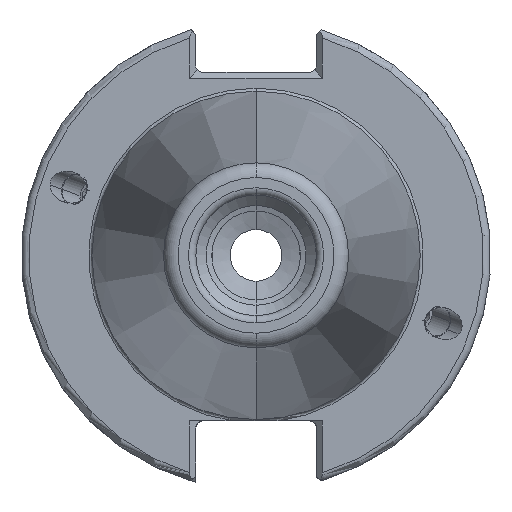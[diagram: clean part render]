
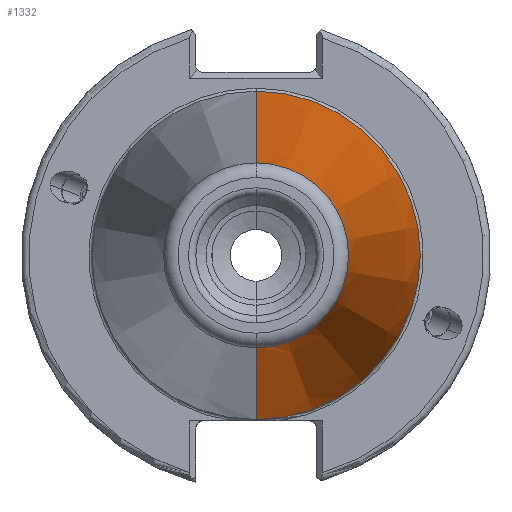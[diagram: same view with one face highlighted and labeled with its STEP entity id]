
A CAD part, left-side view. The second image highlights one B-rep face of the part: STEP entity #1332.
In plain terms, the highlighted conical face has half-angle 8.297 degrees and reference radius 22.225 mm.
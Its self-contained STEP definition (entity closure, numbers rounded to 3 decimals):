
#97 = CONICAL_SURFACE ( 'NONE', #4102, 22.225, 0.145 ) ;
#371 = EDGE_CURVE ( 'NONE', #3386, #1497, #1394, .T. ) ;
#763 = ORIENTED_EDGE ( 'NONE', *, *, #4450, .T. ) ;
#919 = CIRCLE ( 'NONE', #5713, 22.225 ) ;
#1332 = ADVANCED_FACE ( 'NONE', ( #1846 ), #97, .T. ) ;
#1394 = CIRCLE ( 'NONE', #4923, 12.522 ) ;
#1497 = VERTEX_POINT ( 'NONE', #5286 ) ;
#1846 = FACE_OUTER_BOUND ( 'NONE', #2242, .T. ) ;
#2050 = CARTESIAN_POINT ( 'NONE',  ( -80., 0., 22.225 ) ) ;
#2147 = DIRECTION ( 'NONE',  ( -1., 0., 0. ) ) ;
#2242 = EDGE_LOOP ( 'NONE', ( #6759, #7237, #763, #2417 ) ) ;
#2281 = EDGE_CURVE ( 'NONE', #1497, #2583, #4881, .T. ) ;
#2339 = CARTESIAN_POINT ( 'NONE',  ( -80., 0., 22.225 ) ) ;
#2417 = ORIENTED_EDGE ( 'NONE', *, *, #3055, .T. ) ;
#2574 = CARTESIAN_POINT ( 'NONE',  ( -146.539, 0., -12.522 ) ) ;
#2583 = VERTEX_POINT ( 'NONE', #2050 ) ;
#2620 = DIRECTION ( 'NONE',  ( -1., 0., 0. ) ) ;
#2895 = DIRECTION ( 'NONE',  ( 0.99, 0., 0.144 ) ) ;
#2963 = VERTEX_POINT ( 'NONE', #5556 ) ;
#3055 = EDGE_CURVE ( 'NONE', #2963, #2583, #919, .T. ) ;
#3105 = VECTOR ( 'NONE', #2895, 1000. ) ;
#3182 = CARTESIAN_POINT ( 'NONE',  ( -80., 0., -22.225 ) ) ;
#3386 = VERTEX_POINT ( 'NONE', #2574 ) ;
#3807 = CARTESIAN_POINT ( 'NONE',  ( -146.539, 0., 0. ) ) ;
#3906 = VECTOR ( 'NONE', #5553, 1000. ) ;
#4102 = AXIS2_PLACEMENT_3D ( 'NONE', #6118, #4508, #4857 ) ;
#4450 = EDGE_CURVE ( 'NONE', #3386, #2963, #7018, .T. ) ;
#4508 = DIRECTION ( 'NONE',  ( 1., 0., 0. ) ) ;
#4663 = DIRECTION ( 'NONE',  ( 0., 0., 1. ) ) ;
#4857 = DIRECTION ( 'NONE',  ( 0., 0., -1. ) ) ;
#4881 = LINE ( 'NONE', #2339, #3105 ) ;
#4923 = AXIS2_PLACEMENT_3D ( 'NONE', #3807, #2620, #4663 ) ;
#5286 = CARTESIAN_POINT ( 'NONE',  ( -146.539, 0., 12.522 ) ) ;
#5553 = DIRECTION ( 'NONE',  ( 0.99, 0., -0.144 ) ) ;
#5556 = CARTESIAN_POINT ( 'NONE',  ( -80., 0., -22.225 ) ) ;
#5670 = CARTESIAN_POINT ( 'NONE',  ( -80., 0., 0. ) ) ;
#5713 = AXIS2_PLACEMENT_3D ( 'NONE', #5670, #2147, #6256 ) ;
#6118 = CARTESIAN_POINT ( 'NONE',  ( -80., 0., 0. ) ) ;
#6256 = DIRECTION ( 'NONE',  ( 0., 0., 1. ) ) ;
#6759 = ORIENTED_EDGE ( 'NONE', *, *, #2281, .F. ) ;
#7018 = LINE ( 'NONE', #3182, #3906 ) ;
#7237 = ORIENTED_EDGE ( 'NONE', *, *, #371, .F. ) ;
